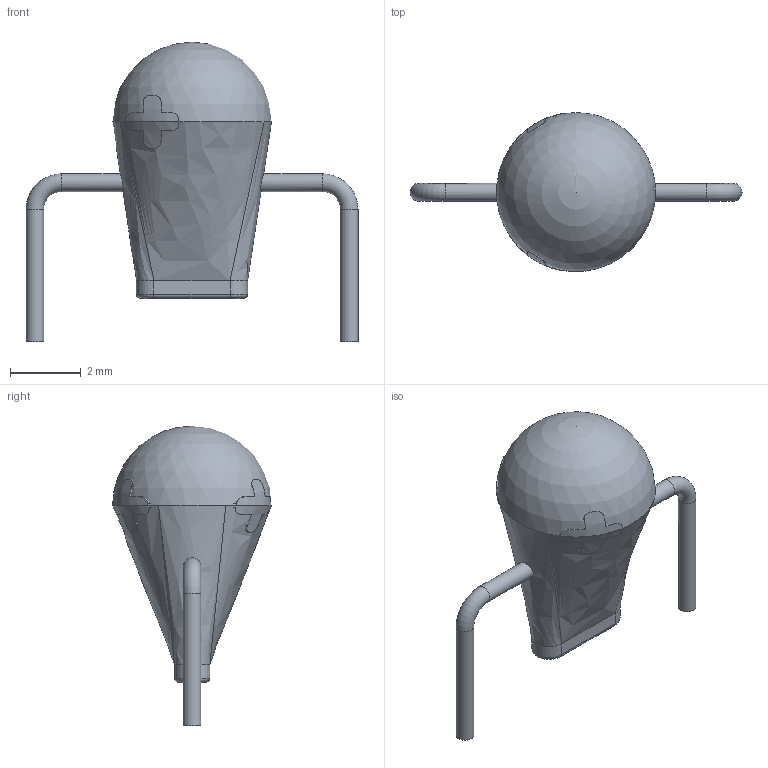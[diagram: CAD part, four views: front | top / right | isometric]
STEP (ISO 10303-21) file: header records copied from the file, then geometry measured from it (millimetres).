
FILE_DESCRIPTION(/* description */ ('model of CP_Radial_Tantal_D4.5mm_P8.89mm'),/* implementation_level */ '2;1');
FILE_NAME(/* name */ 'CP_Radial_Tantal_D4.5mm_P8.89mm.step',/* time_stamp */ '2023-06-22T13:24:02',/* author */ ('KiCAD','kicad'),/* organization */ ('OCCT'),/* preprocessor_version */ '',/* originating_system */ 'KiCAD',/* authorisation */ '');
FILE_SCHEMA(('AUTOMOTIVE_DESIGN { 1 0 10303 214 1 1 1 1 }'));
Length unit declared in the file: millimetre
Products named in the file (8): CQ assembly; 4a6a115e-10ef-11ee-bc20-bfd60792f4f7; 4a6a115f-10ef-11ee-bc20-bfd60792f4f7; 4a6a115f-10ef-11ee-bc20-bfd60792f4f7_part; 4a6a1160-10ef-11ee-bc20-bfd60792f4f7; 4a6a1160-10ef-11ee-bc20-bfd60792f4f7_part; 4a6a1161-10ef-11ee-bc20-bfd60792f4f7; 4a6a1161-10ef-11ee-bc20-bfd60792f4f7_part
Assembly tree (7 placements, depth 4):
  CQ assembly
    4a6a115e-10ef-11ee-bc20-bfd60792f4f7
      4a6a115f-10ef-11ee-bc20-bfd60792f4f7
        4a6a115f-10ef-11ee-bc20-bfd60792f4f7_part
      4a6a1160-10ef-11ee-bc20-bfd60792f4f7
        4a6a1160-10ef-11ee-bc20-bfd60792f4f7_part
      4a6a1161-10ef-11ee-bc20-bfd60792f4f7
        4a6a1161-10ef-11ee-bc20-bfd60792f4f7_part
Bounding box: 9.39 x 4.49 x 8.47 mm (x, y, z)
Volume: 70.6 mm3; surface area: 130.6 mm2
Topology: 4 solids, 4 shells, 50 faces, 117 edges, 74 vertices
Faces by surface type: plane 17, cylinder 16, bspline 10, torus 4, sphere 3
Full cylindrical faces by diameter (mm): 0.5 x4
Entity records: 2083 total; most frequent: CARTESIAN_POINT 855, ORIENTED_EDGE 232, DIRECTION 214, EDGE_CURVE 116, AXIS2_PLACEMENT_3D 90, VERTEX_POINT 74, ADVANCED_FACE 50, FACE_BOUND 50
